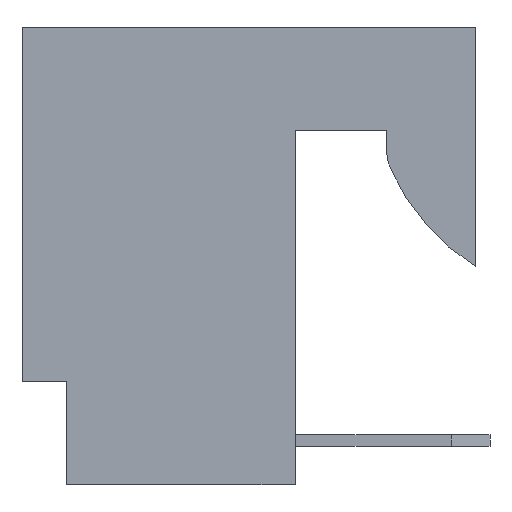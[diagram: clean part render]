
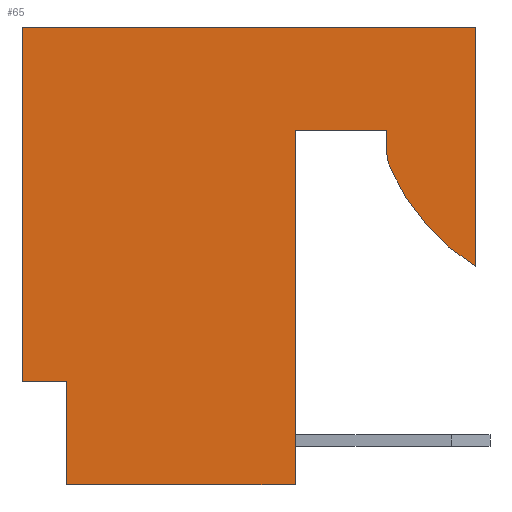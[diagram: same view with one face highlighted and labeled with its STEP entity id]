
A CAD part, left-side view. The second image highlights one B-rep face of the part: STEP entity #65.
In plain terms, the highlighted planar face has unit normal (-1, 0, 0).
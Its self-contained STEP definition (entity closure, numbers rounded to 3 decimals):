
#65=ADVANCED_FACE('',(#202),#203,.F.);
#202=FACE_OUTER_BOUND('',#460,.T.);
#203=PLANE('',#461);
#460=EDGE_LOOP('',(#758,#759,#760,#761,#762,#763,#764,#765,#766,#767,#768));
#461=AXIS2_PLACEMENT_3D('',#769,#770,#771);
#758=ORIENTED_EDGE('',*,*,#1802,.F.);
#759=ORIENTED_EDGE('',*,*,#1803,.F.);
#760=ORIENTED_EDGE('',*,*,#1804,.F.);
#761=ORIENTED_EDGE('',*,*,#1805,.F.);
#762=ORIENTED_EDGE('',*,*,#1806,.F.);
#763=ORIENTED_EDGE('',*,*,#1807,.F.);
#764=ORIENTED_EDGE('',*,*,#1808,.F.);
#765=ORIENTED_EDGE('',*,*,#1809,.F.);
#766=ORIENTED_EDGE('',*,*,#1810,.F.);
#767=ORIENTED_EDGE('',*,*,#1811,.F.);
#768=ORIENTED_EDGE('',*,*,#1812,.F.);
#769=CARTESIAN_POINT('',(-2.489,0.0,0.0));
#770=DIRECTION('',(1.0,0.0,0.0));
#771=DIRECTION('',(0.0,1.0,0.0));
#1802=EDGE_CURVE('',#2192,#2193,#2194,.T.);
#1803=EDGE_CURVE('',#2195,#2192,#2196,.T.);
#1804=EDGE_CURVE('',#2197,#2195,#2198,.T.);
#1805=EDGE_CURVE('',#2199,#2197,#2200,.T.);
#1806=EDGE_CURVE('',#2201,#2199,#2202,.T.);
#1807=EDGE_CURVE('',#2203,#2201,#2204,.T.);
#1808=EDGE_CURVE('',#2205,#2203,#2206,.T.);
#1809=EDGE_CURVE('',#2207,#2205,#2208,.T.);
#1810=EDGE_CURVE('',#2209,#2207,#2210,.T.);
#1811=EDGE_CURVE('',#2211,#2209,#2212,.T.);
#1812=EDGE_CURVE('',#2193,#2211,#2213,.T.);
#2192=VERTEX_POINT('',#2780);
#2193=VERTEX_POINT('',#2781);
#2194=LINE('',#2782,#2783);
#2195=VERTEX_POINT('',#2784);
#2196=LINE('',#2785,#2786);
#2197=VERTEX_POINT('',#2787);
#2198=LINE('',#2788,#2789);
#2199=VERTEX_POINT('',#2790);
#2200=LINE('',#2791,#2792);
#2201=VERTEX_POINT('',#2793);
#2202=LINE('',#2794,#2795);
#2203=VERTEX_POINT('',#2796);
#2204=LINE('',#2797,#2798);
#2205=VERTEX_POINT('',#2799);
#2206=LINE('',#2800,#2801);
#2207=VERTEX_POINT('',#2802);
#2208=LINE('',#2803,#2804);
#2209=VERTEX_POINT('',#2805);
#2210=CIRCLE('',#2806,0.762);
#2211=VERTEX_POINT('',#2807);
#2212=CIRCLE('',#2808,3.81);
#2213=LINE('',#2809,#2810);
#2780=CARTESIAN_POINT('',(-2.489,7.798,0.0));
#2781=CARTESIAN_POINT('',(-2.489,0.0,0.0));
#2782=CARTESIAN_POINT('',(-2.489,7.798,0.0));
#2783=VECTOR('',#3622,7.798);
#2784=CARTESIAN_POINT('',(-2.489,7.798,-6.096));
#2785=CARTESIAN_POINT('',(-2.489,7.798,-6.096));
#2786=VECTOR('',#3623,6.096);
#2787=CARTESIAN_POINT('',(-2.489,7.036,-6.096));
#2788=CARTESIAN_POINT('',(-2.489,7.036,-6.096));
#2789=VECTOR('',#3624,0.762);
#2790=CARTESIAN_POINT('',(-2.489,7.036,-7.874));
#2791=CARTESIAN_POINT('',(-2.489,7.036,-7.874));
#2792=VECTOR('',#3625,1.778);
#2793=CARTESIAN_POINT('',(-2.489,3.099,-7.874));
#2794=CARTESIAN_POINT('',(-2.489,3.099,-7.874));
#2795=VECTOR('',#3626,3.937);
#2796=CARTESIAN_POINT('',(-2.489,3.099,-1.778));
#2797=CARTESIAN_POINT('',(-2.489,3.099,-1.778));
#2798=VECTOR('',#3627,6.096);
#2799=CARTESIAN_POINT('',(-2.489,1.524,-1.778));
#2800=CARTESIAN_POINT('',(-2.489,1.524,-1.778));
#2801=VECTOR('',#3628,1.575);
#2802=CARTESIAN_POINT('',(-2.489,1.524,-2.125));
#2803=CARTESIAN_POINT('',(-2.489,1.524,-2.125));
#2804=VECTOR('',#3629,0.347);
#2805=CARTESIAN_POINT('',(-2.489,1.459,-2.434));
#2806=AXIS2_PLACEMENT_3D('',#3630,#3631,#3632);
#2807=CARTESIAN_POINT('',(-2.489,0.0,-4.117));
#2808=AXIS2_PLACEMENT_3D('',#3633,#3634,#3635);
#2809=CARTESIAN_POINT('',(-2.489,0.0,0.0));
#2810=VECTOR('',#3636,4.117);
#3622=DIRECTION('',(0.0,-1.0,0.0));
#3623=DIRECTION('',(0.0,0.0,1.0));
#3624=DIRECTION('',(0.0,1.0,0.0));
#3625=DIRECTION('',(0.0,0.0,1.0));
#3626=DIRECTION('',(0.0,1.0,0.0));
#3627=DIRECTION('',(0.0,0.0,-1.0));
#3628=DIRECTION('',(0.0,1.0,0.0));
#3629=DIRECTION('',(0.0,0.0,1.0));
#3630=CARTESIAN_POINT('',(-2.489,0.762,-2.125));
#3631=DIRECTION('',(1.0,0.0,0.0));
#3632=DIRECTION('',(0.0,0.914,-0.405));
#3633=CARTESIAN_POINT('',(-2.489,-2.024,-0.889));
#3634=DIRECTION('',(1.0,0.0,0.0));
#3635=DIRECTION('',(0.0,0.531,-0.847));
#3636=DIRECTION('',(0.0,0.0,-1.0));
